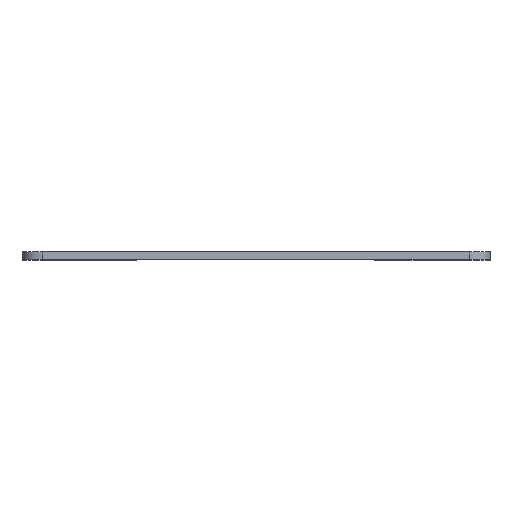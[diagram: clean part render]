
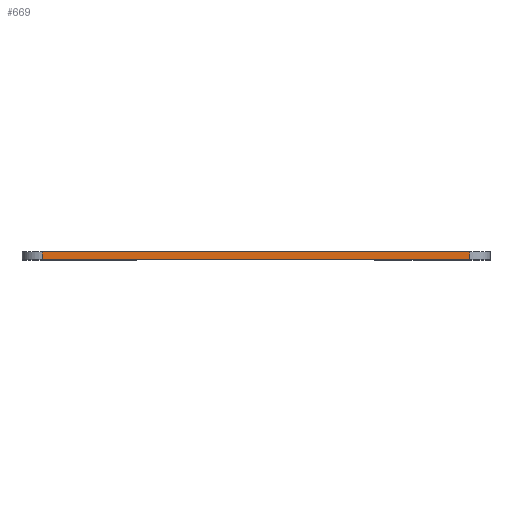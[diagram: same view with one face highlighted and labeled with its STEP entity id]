
A CAD part, top view. The second image highlights one B-rep face of the part: STEP entity #669.
In plain terms, the highlighted planar face has unit normal (0, 0, 1).
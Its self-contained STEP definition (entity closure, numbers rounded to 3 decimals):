
#31=PLANE('',#731);
#55=FACE_OUTER_BOUND('',#96,.T.);
#96=EDGE_LOOP('',(#505,#506,#507,#508));
#139=LINE('',#983,#211);
#157=LINE('',#1041,#229);
#159=LINE('',#1045,#231);
#160=LINE('',#1046,#232);
#211=VECTOR('',#791,10.);
#229=VECTOR('',#833,10.);
#231=VECTOR('',#837,10.);
#232=VECTOR('',#838,10.);
#308=VERTEX_POINT('',#980);
#309=VERTEX_POINT('',#982);
#337=VERTEX_POINT('',#1039);
#338=VERTEX_POINT('',#1044);
#374=EDGE_CURVE('',#308,#309,#139,.T.);
#403=EDGE_CURVE('',#337,#308,#157,.T.);
#405=EDGE_CURVE('',#338,#337,#159,.T.);
#406=EDGE_CURVE('',#309,#338,#160,.T.);
#505=ORIENTED_EDGE('',*,*,#403,.F.);
#506=ORIENTED_EDGE('',*,*,#405,.F.);
#507=ORIENTED_EDGE('',*,*,#406,.F.);
#508=ORIENTED_EDGE('',*,*,#374,.F.);
#669=ADVANCED_FACE('',(#55),#31,.T.);
#731=AXIS2_PLACEMENT_3D('',#1043,#835,#836);
#791=DIRECTION('',(-1.,0.,0.));
#833=DIRECTION('',(0.,-1.,0.));
#835=DIRECTION('center_axis',(0.,0.,1.));
#836=DIRECTION('ref_axis',(1.,0.,0.));
#837=DIRECTION('',(1.,0.,0.));
#838=DIRECTION('',(0.,1.,0.));
#980=CARTESIAN_POINT('',(52.15,-22.,42.));
#982=CARTESIAN_POINT('',(-52.05,-22.,42.));
#983=CARTESIAN_POINT('',(57.15,-22.,42.));
#1039=CARTESIAN_POINT('',(52.15,-20.1,42.));
#1041=CARTESIAN_POINT('',(52.15,-22.,42.));
#1043=CARTESIAN_POINT('Origin',(-57.05,-22.,42.));
#1044=CARTESIAN_POINT('',(-52.05,-20.1,42.));
#1045=CARTESIAN_POINT('',(57.15,-20.1,42.));
#1046=CARTESIAN_POINT('',(-52.05,-22.,42.));
